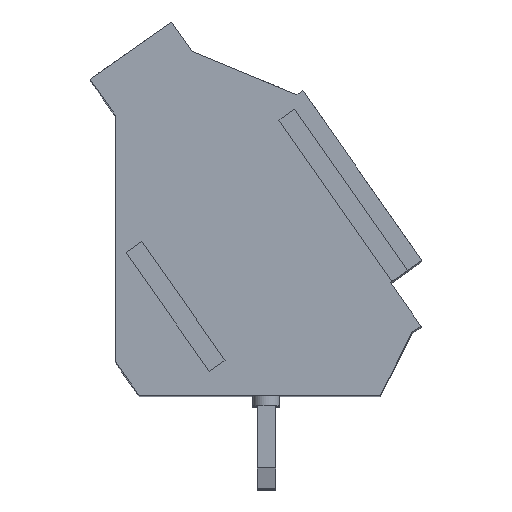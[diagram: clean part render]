
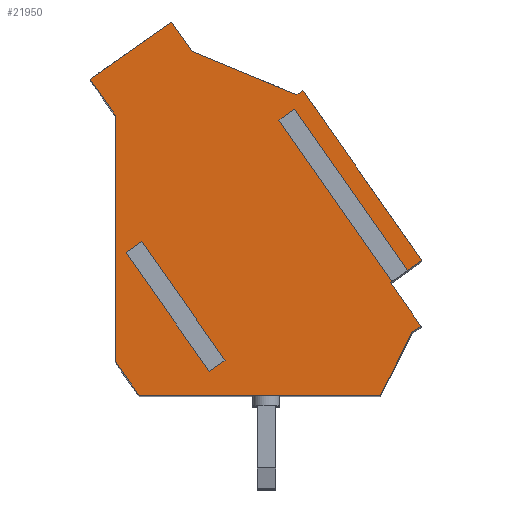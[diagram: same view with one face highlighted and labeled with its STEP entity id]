
A CAD part, top view. The second image highlights one B-rep face of the part: STEP entity #21950.
In plain terms, the highlighted planar face has unit normal (0, 0, 1).
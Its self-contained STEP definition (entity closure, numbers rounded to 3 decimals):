
#5530=CARTESIAN_POINT('',(-31.935,0.
   ,2.5));
#5540=DIRECTION('',(0.574,-0.819,
   0.));
#5550=VECTOR('',#5540,1.);
#5560=LINE('',#5530,#5550);
#5570=CARTESIAN_POINT('',(-48.423,23.547
   ,2.5));
#5580=VERTEX_POINT('',#5570);
#5590=CARTESIAN_POINT('',(-42.974,15.765
   ,2.5));
#5600=VERTEX_POINT('',#5590);
#5610=EDGE_CURVE('',#5580,#5600,#5560,.T.);
#17030=CARTESIAN_POINT('',(-47.982,
   23.856,2.5));
#17040=VERTEX_POINT('',#17030);
#17070=CARTESIAN_POINT('',(-31.278,
   0.,2.5));
#17080=DIRECTION('',(-0.574,0.819,
   0.));
#17090=VECTOR('',#17080,1.);
#17100=LINE('',#17070,#17090);
#17110=CARTESIAN_POINT('',(-42.533,
   16.074,2.5));
#17120=VERTEX_POINT('',#17110);
#17130=EDGE_CURVE('',#17120,#17040,#17100,.T.);
#17680=CARTESIAN_POINT('',(0.,57.453
   ,2.5));
#17690=DIRECTION('',(0.819,0.574,
   0.));
#17700=VECTOR('',#17690,1.);
#17710=LINE('',#17680,#17700);
#17720=EDGE_CURVE('',#5580,#17040,#17710,.T.);
#18540=CARTESIAN_POINT('',(-55.354,
   17.473,2.5));
#18550=VERTEX_POINT('',#18540);
#18580=CARTESIAN_POINT('',(-43.119,
   0.,2.5));
#18590=DIRECTION('',(-0.574,0.819,
   0.));
#18600=VECTOR('',#18590,1.);
#18610=LINE('',#18580,#18600);
#18620=CARTESIAN_POINT('',(-51.339,
   11.739,2.5));
#18630=VERTEX_POINT('',#18620);
#18640=EDGE_CURVE('',#18630,#18550,#18610,.T.);
#20300=CARTESIAN_POINT('',(-43.776,
   0.,2.5));
#20310=DIRECTION('',(0.574,-0.819,
   0.));
#20320=VECTOR('',#20310,1.);
#20330=LINE('',#20300,#20320);
#20340=CARTESIAN_POINT('',(-55.795,
   17.164,2.5));
#20350=VERTEX_POINT('',#20340);
#20360=CARTESIAN_POINT('',(-51.78,
   11.43,2.5));
#20370=VERTEX_POINT('',#20360);
#20380=EDGE_CURVE('',#20350,#20370,#20330,.T.);
#20630=CARTESIAN_POINT('',(-50.919,
   10.202,2.5));
#20640=DIRECTION('',(0.,0.,
   -1.));
#20650=DIRECTION('',(-0.819,-0.574,
   0.));
#20660=AXIS2_PLACEMENT_3D('',#20630,#20640,#20650);
#20670=PLANE('',#20660);
#20680=CARTESIAN_POINT('',(-52.759,
   26.745,2.5));
#20690=DIRECTION('',(-0.574,0.819,
   0.));
#20700=VECTOR('',#20690,1.);
#20710=LINE('',#20680,#20700);
#20720=CARTESIAN_POINT('',(-52.759,
   26.745,2.5));
#20730=VERTEX_POINT('',#20720);
#20740=CARTESIAN_POINT('',(-53.754,
   28.165,2.5));
#20750=VERTEX_POINT('',#20740);
#20760=EDGE_CURVE('',#20730,#20750,#20710,.T.);
#20770=ORIENTED_EDGE('',*,*,#20760,.T.);
#20780=CARTESIAN_POINT('',(-47.711,
   24.656,2.5));
#20790=DIRECTION('',(-0.924,0.382,
   0.));
#20800=VECTOR('',#20790,1.);
#20810=LINE('',#20780,#20800);
#20820=CARTESIAN_POINT('',(-47.711,
   24.656,2.5));
#20830=VERTEX_POINT('',#20820);
#20840=EDGE_CURVE('',#20830,#20730,#20810,.T.);
#20850=ORIENTED_EDGE('',*,*,#20840,.T.);
#20860=CARTESIAN_POINT('',(-47.424,
   24.857,2.5));
#20870=DIRECTION('',(-0.819,-0.574,
   0.));
#20880=VECTOR('',#20870,1.);
#20890=LINE('',#20860,#20880);
#20900=CARTESIAN_POINT('',(-47.424,
   24.857,2.5));
#20910=VERTEX_POINT('',#20900);
#20920=EDGE_CURVE('',#20910,#20830,#20890,.T.);
#20930=ORIENTED_EDGE('',*,*,#20920,.T.);
#20940=CARTESIAN_POINT('',(-30.019,
   0.,2.5));
#20950=DIRECTION('',(-0.574,0.819,
   0.));
#20960=VECTOR('',#20950,1.);
#20970=LINE('',#20940,#20960);
#20980=CARTESIAN_POINT('',(-41.688,
   16.665,2.5));
#20990=VERTEX_POINT('',#20980);
#21000=EDGE_CURVE('',#20990,#20910,#20970,.T.);
#21010=ORIENTED_EDGE('',*,*,#21000,.T.);
#21020=CARTESIAN_POINT('',(-43.204,
   15.604,2.5));
#21030=DIRECTION('',(0.819,0.574,
   0.));
#21040=VECTOR('',#21030,1.);
#21050=LINE('',#21020,#21040);
#21060=EDGE_CURVE('',#17120,#20990,#21050,.T.);
#21070=ORIENTED_EDGE('',*,*,#21060,.T.);
#21080=ORIENTED_EDGE('',*,*,#17130,.F.);
#21090=ORIENTED_EDGE('',*,*,#17720,.T.);
#21100=ORIENTED_EDGE('',*,*,#5610,.F.);
#21110=CARTESIAN_POINT('',(-43.204,
   15.604,2.5));
#21120=VERTEX_POINT('',#21110);
#21130=EDGE_CURVE('',#21120,#5600,#21050,.T.);
#21140=ORIENTED_EDGE('',*,*,#21130,.T.);
#21150=CARTESIAN_POINT('',(-41.729,
   13.498,2.5));
#21160=DIRECTION('',(-0.574,0.819,
   0.));
#21170=VECTOR('',#21160,1.);
#21180=LINE('',#21150,#21170);
#21190=CARTESIAN_POINT('',(-41.729,
   13.498,2.5));
#21200=VERTEX_POINT('',#21190);
#21210=EDGE_CURVE('',#21200,#21120,#21180,.T.);
#21220=ORIENTED_EDGE('',*,*,#21210,.T.);
#21230=CARTESIAN_POINT('',(-42.179,
   13.184,2.5));
#21240=DIRECTION('',(0.819,0.574,
   0.));
#21250=VECTOR('',#21240,1.);
#21260=LINE('',#21230,#21250);
#21270=CARTESIAN_POINT('',(-42.179,
   13.184,2.5));
#21280=VERTEX_POINT('',#21270);
#21290=EDGE_CURVE('',#21280,#21200,#21260,.T.);
#21300=ORIENTED_EDGE('',*,*,#21290,.T.);
#21310=CARTESIAN_POINT('',(-43.688,
   10.165,2.5));
#21320=DIRECTION('',(0.447,0.894,
   0.));
#21330=VECTOR('',#21320,1.);
#21340=LINE('',#21310,#21330);
#21350=CARTESIAN_POINT('',(-43.688,
   10.165,2.5));
#21360=VERTEX_POINT('',#21350);
#21370=EDGE_CURVE('',#21360,#21280,#21340,.T.);
#21380=ORIENTED_EDGE('',*,*,#21370,.T.);
#21390=CARTESIAN_POINT('',(-55.324,
   10.165,2.5));
#21400=DIRECTION('',(1.,0.,
   0.));
#21410=VECTOR('',#21400,1.);
#21420=LINE('',#21390,#21410);
#21430=CARTESIAN_POINT('',(-55.324,
   10.165,2.5));
#21440=VERTEX_POINT('',#21430);
#21450=EDGE_CURVE('',#21440,#21360,#21420,.T.);
#21460=ORIENTED_EDGE('',*,*,#21450,.T.);
#21470=CARTESIAN_POINT('',(-56.471,
   11.804,2.5));
#21480=DIRECTION('',(0.574,-0.819,
   0.));
#21490=VECTOR('',#21480,1.);
#21500=LINE('',#21470,#21490);
#21510=CARTESIAN_POINT('',(-56.471,
   11.804,2.5));
#21520=VERTEX_POINT('',#21510);
#21530=EDGE_CURVE('',#21520,#21440,#21500,.T.);
#21540=ORIENTED_EDGE('',*,*,#21530,.T.);
#21550=CARTESIAN_POINT('',(-56.471,
   11.804,2.5));
#21560=DIRECTION('',(0.,1.,
   0.));
#21570=VECTOR('',#21560,1.);
#21580=LINE('',#21550,#21570);
#21590=CARTESIAN_POINT('',(-56.471,
   23.677,2.5));
#21600=VERTEX_POINT('',#21590);
#21610=EDGE_CURVE('',#21520,#21600,#21580,.T.);
#21620=ORIENTED_EDGE('',*,*,#21610,.F.);
#21630=CARTESIAN_POINT('',(-57.686,
   25.411,2.5));
#21640=DIRECTION('',(0.574,-0.819,
   0.));
#21650=VECTOR('',#21640,1.);
#21660=LINE('',#21630,#21650);
#21670=CARTESIAN_POINT('',(-57.686,
   25.411,2.5));
#21680=VERTEX_POINT('',#21670);
#21690=EDGE_CURVE('',#21680,#21600,#21660,.T.);
#21700=ORIENTED_EDGE('',*,*,#21690,.T.);
#21710=CARTESIAN_POINT('',(-57.686,
   25.411,2.5));
#21720=DIRECTION('',(0.819,0.574,
   0.));
#21730=VECTOR('',#21720,1.);
#21740=LINE('',#21710,#21730);
#21750=EDGE_CURVE('',#21680,#20750,#21740,.T.);
#21760=ORIENTED_EDGE('',*,*,#21750,.F.);
#21770=EDGE_LOOP('',(#21760,#21700,#21620,#21540,#21460,#21380,#21300,
   #21220,#21140,#21100,#21090,#21080,#21070,#21010,#20930,#20850,#20770
   ));
#21780=FACE_OUTER_BOUND('',#21770,.T.);
#21790=ORIENTED_EDGE('',*,*,#18640,.F.);
#21800=CARTESIAN_POINT('',(0.,56.232
   ,2.5));
#21810=DIRECTION('',(0.819,0.574,
   0.));
#21820=VECTOR('',#21810,1.);
#21830=LINE('',#21800,#21820);
#21840=EDGE_CURVE('',#20350,#18550,#21830,.T.);
#21850=ORIENTED_EDGE('',*,*,#21840,.T.);
#21860=ORIENTED_EDGE('',*,*,#20380,.F.);
#21870=CARTESIAN_POINT('',(-51.339,
   11.739,2.5));
#21880=DIRECTION('',(-0.819,-0.574,
   0.));
#21890=VECTOR('',#21880,1.);
#21900=LINE('',#21870,#21890);
#21910=EDGE_CURVE('',#18630,#20370,#21900,.T.);
#21920=ORIENTED_EDGE('',*,*,#21910,.T.);
#21930=EDGE_LOOP('',(#21920,#21860,#21850,#21790));
#21940=FACE_BOUND('',#21930,.T.);
#21950=ADVANCED_FACE('',(#21780,#21940),#20670,.F.);
